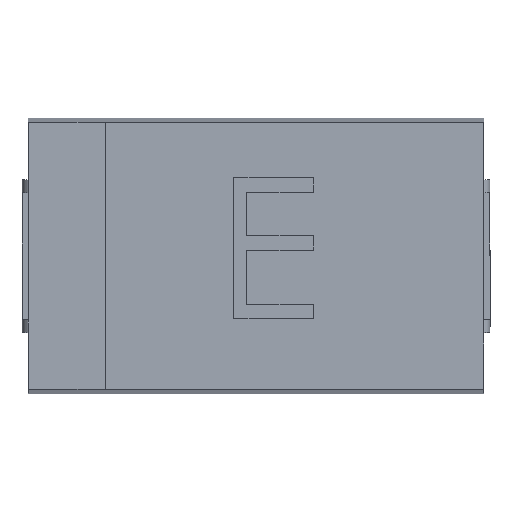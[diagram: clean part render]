
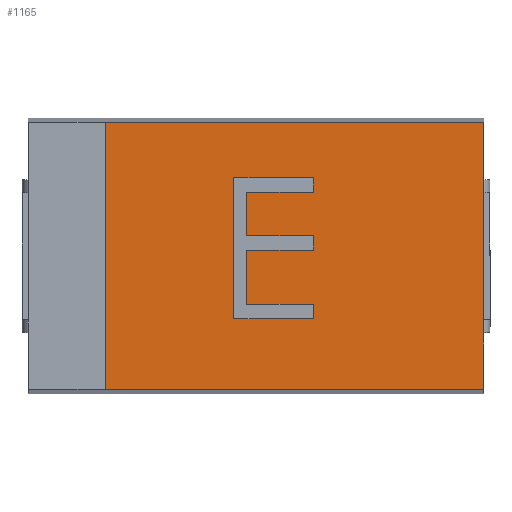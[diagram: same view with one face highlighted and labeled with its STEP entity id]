
A CAD part, top view. The second image highlights one B-rep face of the part: STEP entity #1165.
In plain terms, the highlighted planar face has unit normal (0, 0, 1).
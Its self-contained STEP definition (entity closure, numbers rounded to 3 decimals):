
#962 = LINE ( 'NONE', #1024, #1023 ) ;
#963 = CARTESIAN_POINT ( 'NONE',  ( -0.345, 1.217, 4.1 ) ) ;
#964 = DIRECTION ( 'NONE',  ( 0., -1., 0. ) ) ;
#965 = VECTOR ( 'NONE', #964, 1000. ) ;
#966 = CARTESIAN_POINT ( 'NONE',  ( 0.896, 1.217, 4.1 ) ) ;
#967 = LINE ( 'NONE', #966, #965 ) ;
#968 = CARTESIAN_POINT ( 'NONE',  ( 0.896, -0.983, 4.1 ) ) ;
#969 = DIRECTION ( 'NONE',  ( -1., 0., 0. ) ) ;
#970 = VECTOR ( 'NONE', #969, 1000. ) ;
#971 = CARTESIAN_POINT ( 'NONE',  ( 0.896, -0.983, 4.1 ) ) ;
#972 = LINE ( 'NONE', #971, #970 ) ;
#973 = CARTESIAN_POINT ( 'NONE',  ( 0.896, 0.991, 4.1 ) ) ;
#974 = DIRECTION ( 'NONE',  ( 0., 1., 0. ) ) ;
#975 = VECTOR ( 'NONE', #974, 1000. ) ;
#976 = CARTESIAN_POINT ( 'NONE',  ( -0.345, -0.983, 4.1 ) ) ;
#977 = LINE ( 'NONE', #976, #975 ) ;
#978 = CARTESIAN_POINT ( 'NONE',  ( -0.147, 0.991, 4.1 ) ) ;
#979 = CARTESIAN_POINT ( 'NONE',  ( -0.345, -0.983, 4.1 ) ) ;
#980 = CARTESIAN_POINT ( 'NONE',  ( 0.896, 1.217, 4.1 ) ) ;
#981 = DIRECTION ( 'NONE',  ( 1., 0., 0. ) ) ;
#982 = VECTOR ( 'NONE', #981, 1000. ) ;
#983 = CARTESIAN_POINT ( 'NONE',  ( -0.345, 1.217, 4.1 ) ) ;
#984 = LINE ( 'NONE', #983, #982 ) ;
#985 = CARTESIAN_POINT ( 'NONE',  ( -0.147, 0.314, 4.1 ) ) ;
#1007 = DIRECTION ( 'NONE',  ( 1., 0., 0. ) ) ;
#1008 = VECTOR ( 'NONE', #1007, 1000. ) ;
#1009 = CARTESIAN_POINT ( 'NONE',  ( 3.55, -2.08, 4.1 ) ) ;
#1010 = LINE ( 'NONE', #1009, #1008 ) ;
#1012 = CARTESIAN_POINT ( 'NONE',  ( 3.55, 2.08, 4.1 ) ) ;
#1013 = DIRECTION ( 'NONE',  ( 0., 1., 0. ) ) ;
#1014 = VECTOR ( 'NONE', #1013, 1000. ) ;
#1015 = CARTESIAN_POINT ( 'NONE',  ( 3.55, 2.15, 4.1 ) ) ;
#1016 = LINE ( 'NONE', #1015, #1014 ) ;
#1017 = CARTESIAN_POINT ( 'NONE',  ( 3.55, -2.08, 4.1 ) ) ;
#1018 = DIRECTION ( 'NONE',  ( -1., 0., 0. ) ) ;
#1019 = VECTOR ( 'NONE', #1018, 1000. ) ;
#1020 = CARTESIAN_POINT ( 'NONE',  ( -3.55, 2.08, 4.1 ) ) ;
#1021 = LINE ( 'NONE', #1020, #1019 ) ;
#1022 = DIRECTION ( 'NONE',  ( -1., 0., 0. ) ) ;
#1023 = VECTOR ( 'NONE', #1022, 1000. ) ;
#1024 = CARTESIAN_POINT ( 'NONE',  ( 0.896, 0.991, 4.1 ) ) ;
#1025 = CARTESIAN_POINT ( 'NONE',  ( 0.896, 0.314, 4.1 ) ) ;
#1026 = DIRECTION ( 'NONE',  ( 1., 0., 0. ) ) ;
#1027 = DIRECTION ( 'NONE',  ( 0., 0., 1. ) ) ;
#1028 = CARTESIAN_POINT ( 'NONE',  ( -3.55, -2.15, 4.1 ) ) ;
#1029 = AXIS2_PLACEMENT_3D ( 'NONE', #1028, #1027, #1026 ) ;
#1030 = PLANE ( 'NONE',  #1029 ) ;
#1046 = FACE_BOUND ( 'NONE', #1157, .T. ) ;
#1047 = FACE_OUTER_BOUND ( 'NONE', #1166, .T. ) ;
#1076 = CARTESIAN_POINT ( 'NONE',  ( -2.35, 2.08, 4.1 ) ) ;
#1077 = CARTESIAN_POINT ( 'NONE',  ( -2.35, -2.08, 4.1 ) ) ;
#1079 = DIRECTION ( 'NONE',  ( 0., 1., 0. ) ) ;
#1080 = VECTOR ( 'NONE', #1079, 1000. ) ;
#1081 = CARTESIAN_POINT ( 'NONE',  ( -2.35, 2.15, 4.1 ) ) ;
#1082 = LINE ( 'NONE', #1081, #1080 ) ;
#1105 = CARTESIAN_POINT ( 'NONE',  ( -0.147, -0.758, 4.1 ) ) ;
#1106 = DIRECTION ( 'NONE',  ( 0., -1., 0. ) ) ;
#1107 = VECTOR ( 'NONE', #1106, 1000. ) ;
#1108 = CARTESIAN_POINT ( 'NONE',  ( 0.896, -0.758, 4.1 ) ) ;
#1109 = LINE ( 'NONE', #1108, #1107 ) ;
#1137 = VERTEX_POINT ( 'NONE', #985 ) ;
#1138 = ORIENTED_EDGE ( 'NONE', *, *, #1223, .T. ) ;
#1139 = EDGE_CURVE ( 'NONE', #1151, #1140, #984, .T. ) ;
#1140 = VERTEX_POINT ( 'NONE', #980 ) ;
#1141 = VERTEX_POINT ( 'NONE', #979 ) ;
#1142 = VERTEX_POINT ( 'NONE', #978 ) ;
#1143 = ORIENTED_EDGE ( 'NONE', *, *, #1144, .T. ) ;
#1144 = EDGE_CURVE ( 'NONE', #1141, #1151, #977, .T. ) ;
#1145 = VERTEX_POINT ( 'NONE', #973 ) ;
#1146 = EDGE_CURVE ( 'NONE', #1147, #1141, #972, .T. ) ;
#1147 = VERTEX_POINT ( 'NONE', #968 ) ;
#1148 = ORIENTED_EDGE ( 'NONE', *, *, #1139, .T. ) ;
#1149 = ORIENTED_EDGE ( 'NONE', *, *, #1150, .T. ) ;
#1150 = EDGE_CURVE ( 'NONE', #1140, #1145, #967, .T. ) ;
#1151 = VERTEX_POINT ( 'NONE', #963 ) ;
#1152 = EDGE_CURVE ( 'NONE', #1145, #1142, #962, .T. ) ;
#1153 = ORIENTED_EDGE ( 'NONE', *, *, #1225, .T. ) ;
#1154 = ORIENTED_EDGE ( 'NONE', *, *, #1152, .T. ) ;
#1155 = EDGE_CURVE ( 'NONE', #1161, #1175, #1021, .T. ) ;
#1156 = ORIENTED_EDGE ( 'NONE', *, *, #1146, .T. ) ;
#1157 = EDGE_LOOP ( 'NONE', ( #1156, #1143, #1148, #1149, #1154, #1153, #1138, #1169, #1217, #1211, #1208, #1197 ) ) ;
#1158 = ORIENTED_EDGE ( 'NONE', *, *, #1160, .T. ) ;
#1159 = VERTEX_POINT ( 'NONE', #1017 ) ;
#1160 = EDGE_CURVE ( 'NONE', #1159, #1161, #1016, .T. ) ;
#1161 = VERTEX_POINT ( 'NONE', #1012 ) ;
#1162 = ORIENTED_EDGE ( 'NONE', *, *, #1155, .T. ) ;
#1163 = EDGE_CURVE ( 'NONE', #1174, #1159, #1010, .T. ) ;
#1165 = ADVANCED_FACE ( 'NONE', ( #1047, #1046 ), #1030, .T. ) ;
#1166 = EDGE_LOOP ( 'NONE', ( #1167, #1178, #1158, #1162 ) ) ;
#1167 = ORIENTED_EDGE ( 'NONE', *, *, #1171, .F. ) ;
#1168 = VERTEX_POINT ( 'NONE', #1025 ) ;
#1169 = ORIENTED_EDGE ( 'NONE', *, *, #1219, .T. ) ;
#1171 = EDGE_CURVE ( 'NONE', #1174, #1175, #1082, .T. ) ;
#1174 = VERTEX_POINT ( 'NONE', #1077 ) ;
#1175 = VERTEX_POINT ( 'NONE', #1076 ) ;
#1178 = ORIENTED_EDGE ( 'NONE', *, *, #1163, .T. ) ;
#1196 = EDGE_CURVE ( 'NONE', #1206, #1147, #1109, .T. ) ;
#1197 = ORIENTED_EDGE ( 'NONE', *, *, #1196, .T. ) ;
#1199 = VERTEX_POINT ( 'NONE', #1105 ) ;
#1205 = EDGE_CURVE ( 'NONE', #1199, #1206, #1508, .T. ) ;
#1206 = VERTEX_POINT ( 'NONE', #1504 ) ;
#1208 = ORIENTED_EDGE ( 'NONE', *, *, #1205, .T. ) ;
#1210 = EDGE_CURVE ( 'NONE', #1218, #1199, #1502, .T. ) ;
#1211 = ORIENTED_EDGE ( 'NONE', *, *, #1210, .T. ) ;
#1216 = EDGE_CURVE ( 'NONE', #1221, #1218, #1488, .T. ) ;
#1217 = ORIENTED_EDGE ( 'NONE', *, *, #1216, .T. ) ;
#1218 = VERTEX_POINT ( 'NONE', #1484 ) ;
#1219 = EDGE_CURVE ( 'NONE', #1168, #1221, #1483, .T. ) ;
#1221 = VERTEX_POINT ( 'NONE', #1539 ) ;
#1223 = EDGE_CURVE ( 'NONE', #1137, #1168, #1537, .T. ) ;
#1225 = EDGE_CURVE ( 'NONE', #1142, #1137, #1529, .T. ) ;
#1481 = VECTOR ( 'NONE', #1544, 1000. ) ;
#1482 = CARTESIAN_POINT ( 'NONE',  ( 0.896, 0.314, 4.1 ) ) ;
#1483 = LINE ( 'NONE', #1482, #1481 ) ;
#1484 = CARTESIAN_POINT ( 'NONE',  ( -0.147, 0.088, 4.1 ) ) ;
#1485 = DIRECTION ( 'NONE',  ( -1., 0., 0. ) ) ;
#1486 = VECTOR ( 'NONE', #1485, 1000. ) ;
#1487 = CARTESIAN_POINT ( 'NONE',  ( 0.896, 0.088, 4.1 ) ) ;
#1488 = LINE ( 'NONE', #1487, #1486 ) ;
#1499 = DIRECTION ( 'NONE',  ( 0., -1., 0. ) ) ;
#1500 = VECTOR ( 'NONE', #1499, 1000. ) ;
#1501 = CARTESIAN_POINT ( 'NONE',  ( -0.147, 0.088, 4.1 ) ) ;
#1502 = LINE ( 'NONE', #1501, #1500 ) ;
#1504 = CARTESIAN_POINT ( 'NONE',  ( 0.896, -0.758, 4.1 ) ) ;
#1505 = DIRECTION ( 'NONE',  ( 1., 0., 0. ) ) ;
#1506 = VECTOR ( 'NONE', #1505, 1000. ) ;
#1507 = CARTESIAN_POINT ( 'NONE',  ( -0.147, -0.758, 4.1 ) ) ;
#1508 = LINE ( 'NONE', #1507, #1506 ) ;
#1526 = DIRECTION ( 'NONE',  ( 0., -1., 0. ) ) ;
#1527 = VECTOR ( 'NONE', #1526, 1000. ) ;
#1528 = CARTESIAN_POINT ( 'NONE',  ( -0.147, 0.991, 4.1 ) ) ;
#1529 = LINE ( 'NONE', #1528, #1527 ) ;
#1534 = DIRECTION ( 'NONE',  ( 1., 0., 0. ) ) ;
#1535 = VECTOR ( 'NONE', #1534, 1000. ) ;
#1536 = CARTESIAN_POINT ( 'NONE',  ( -0.147, 0.314, 4.1 ) ) ;
#1537 = LINE ( 'NONE', #1536, #1535 ) ;
#1539 = CARTESIAN_POINT ( 'NONE',  ( 0.896, 0.088, 4.1 ) ) ;
#1544 = DIRECTION ( 'NONE',  ( 0., -1., 0. ) ) ;
